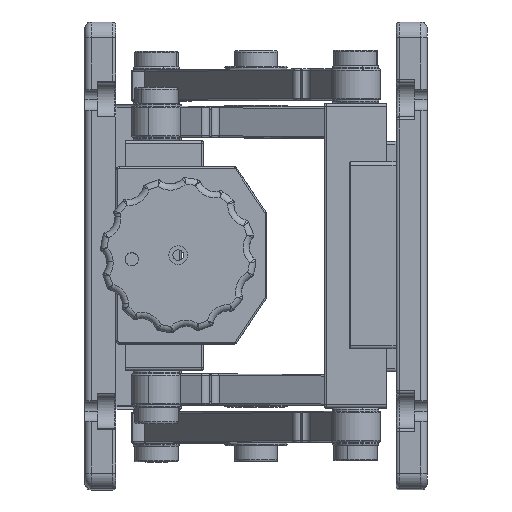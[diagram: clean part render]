
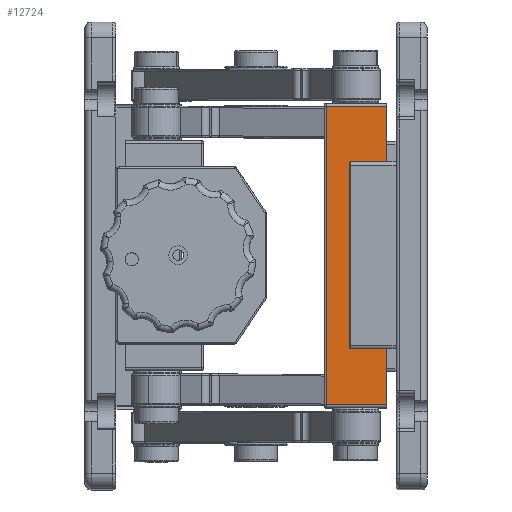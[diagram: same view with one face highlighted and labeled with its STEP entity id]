
A CAD part, top view. The second image highlights one B-rep face of the part: STEP entity #12724.
In plain terms, the highlighted planar face has unit normal (0, 0, 1).
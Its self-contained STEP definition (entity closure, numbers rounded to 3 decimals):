
#609 = CARTESIAN_POINT ( 'NONE',  ( -23., 13.5, 98.01 ) ) ;
#2366 = VERTEX_POINT ( 'NONE', #18961 ) ;
#2602 = CARTESIAN_POINT ( 'NONE',  ( -23., -13.5, 98.01 ) ) ;
#2677 = CARTESIAN_POINT ( 'NONE',  ( -13., -48., 98.01 ) ) ;
#4511 = DIRECTION ( 'NONE',  ( 0., 1., 0. ) ) ;
#4612 = ORIENTED_EDGE ( 'NONE', *, *, #47381, .T. ) ;
#5393 = ORIENTED_EDGE ( 'NONE', *, *, #32727, .T. ) ;
#6934 = VERTEX_POINT ( 'NONE', #13929 ) ;
#7393 = VECTOR ( 'NONE', #18363, 1000. ) ;
#9509 = ORIENTED_EDGE ( 'NONE', *, *, #32628, .F. ) ;
#9875 = EDGE_CURVE ( 'NONE', #45853, #11088, #30402, .T. ) ;
#10548 = DIRECTION ( 'NONE',  ( 0., -1., 0. ) ) ;
#10727 = VECTOR ( 'NONE', #17104, 1000. ) ;
#10761 = CARTESIAN_POINT ( 'NONE',  ( -13., -13.5, 98.01 ) ) ;
#10924 = VERTEX_POINT ( 'NONE', #10761 ) ;
#11088 = VERTEX_POINT ( 'NONE', #45701 ) ;
#11112 = EDGE_CURVE ( 'NONE', #25962, #18799, #38339, .T. ) ;
#11511 = CARTESIAN_POINT ( 'NONE',  ( -13., 48., 98.01 ) ) ;
#11634 = CARTESIAN_POINT ( 'NONE',  ( -13., -49., 98.01 ) ) ;
#12114 = LINE ( 'NONE', #12431, #10727 ) ;
#12165 = LINE ( 'NONE', #26361, #37682 ) ;
#12431 = CARTESIAN_POINT ( 'NONE',  ( -13., -49., 98.01 ) ) ;
#12724 = ADVANCED_FACE ( 'NONE', ( #22464 ), #45624, .F. ) ;
#12847 = CARTESIAN_POINT ( 'NONE',  ( -23., 13.5, 98.01 ) ) ;
#13929 = CARTESIAN_POINT ( 'NONE',  ( -32.5, -48., 98.01 ) ) ;
#14913 = CARTESIAN_POINT ( 'NONE',  ( -32.5, -49., 98.01 ) ) ;
#16472 = LINE ( 'NONE', #2677, #31939 ) ;
#16903 = DIRECTION ( 'NONE',  ( 1., 0., 0. ) ) ;
#17104 = DIRECTION ( 'NONE',  ( 0., 1., 0. ) ) ;
#18363 = DIRECTION ( 'NONE',  ( 1., 0., 0. ) ) ;
#18799 = VERTEX_POINT ( 'NONE', #23000 ) ;
#18961 = CARTESIAN_POINT ( 'NONE',  ( -13., 13.5, 98.01 ) ) ;
#19513 = ORIENTED_EDGE ( 'NONE', *, *, #49686, .T. ) ;
#22464 = FACE_OUTER_BOUND ( 'NONE', #41839, .T. ) ;
#23000 = CARTESIAN_POINT ( 'NONE',  ( -32.5, 48., 98.01 ) ) ;
#23700 = ORIENTED_EDGE ( 'NONE', *, *, #32185, .T. ) ;
#24392 = DIRECTION ( 'NONE',  ( 0., 0., -1. ) ) ;
#25962 = VERTEX_POINT ( 'NONE', #11511 ) ;
#26361 = CARTESIAN_POINT ( 'NONE',  ( -13., -49., 98.01 ) ) ;
#26868 = LINE ( 'NONE', #14913, #44323 ) ;
#26947 = LINE ( 'NONE', #609, #7393 ) ;
#27958 = AXIS2_PLACEMENT_3D ( 'NONE', #11634, #24392, #16903 ) ;
#30366 = DIRECTION ( 'NONE',  ( 0., -1., 0. ) ) ;
#30402 = LINE ( 'NONE', #51756, #35760 ) ;
#31939 = VECTOR ( 'NONE', #32952, 1000. ) ;
#32185 = EDGE_CURVE ( 'NONE', #2366, #25962, #12165, .T. ) ;
#32628 = EDGE_CURVE ( 'NONE', #11088, #10924, #41665, .T. ) ;
#32727 = EDGE_CURVE ( 'NONE', #52334, #10924, #12114, .T. ) ;
#32952 = DIRECTION ( 'NONE',  ( 1., 0., 0. ) ) ;
#35760 = VECTOR ( 'NONE', #30366, 1000. ) ;
#36144 = ORIENTED_EDGE ( 'NONE', *, *, #11112, .T. ) ;
#37682 = VECTOR ( 'NONE', #4511, 1000. ) ;
#38339 = LINE ( 'NONE', #55077, #52449 ) ;
#41545 = DIRECTION ( 'NONE',  ( -1., 0., 0. ) ) ;
#41665 = LINE ( 'NONE', #2602, #43018 ) ;
#41839 = EDGE_LOOP ( 'NONE', ( #36144, #4612, #49926, #5393, #9509, #49002, #19513, #23700 ) ) ;
#42829 = EDGE_CURVE ( 'NONE', #6934, #52334, #16472, .T. ) ;
#43018 = VECTOR ( 'NONE', #49992, 1000. ) ;
#44323 = VECTOR ( 'NONE', #10548, 1000. ) ;
#45624 = PLANE ( 'NONE',  #27958 ) ;
#45701 = CARTESIAN_POINT ( 'NONE',  ( -23., -13.5, 98.01 ) ) ;
#45853 = VERTEX_POINT ( 'NONE', #12847 ) ;
#46269 = CARTESIAN_POINT ( 'NONE',  ( -13., -48., 98.01 ) ) ;
#47381 = EDGE_CURVE ( 'NONE', #18799, #6934, #26868, .T. ) ;
#49002 = ORIENTED_EDGE ( 'NONE', *, *, #9875, .F. ) ;
#49686 = EDGE_CURVE ( 'NONE', #45853, #2366, #26947, .T. ) ;
#49926 = ORIENTED_EDGE ( 'NONE', *, *, #42829, .T. ) ;
#49992 = DIRECTION ( 'NONE',  ( 1., 0., 0. ) ) ;
#51756 = CARTESIAN_POINT ( 'NONE',  ( -23., 13.5, 98.01 ) ) ;
#52334 = VERTEX_POINT ( 'NONE', #46269 ) ;
#52449 = VECTOR ( 'NONE', #41545, 1000. ) ;
#55077 = CARTESIAN_POINT ( 'NONE',  ( -13., 48., 98.01 ) ) ;
